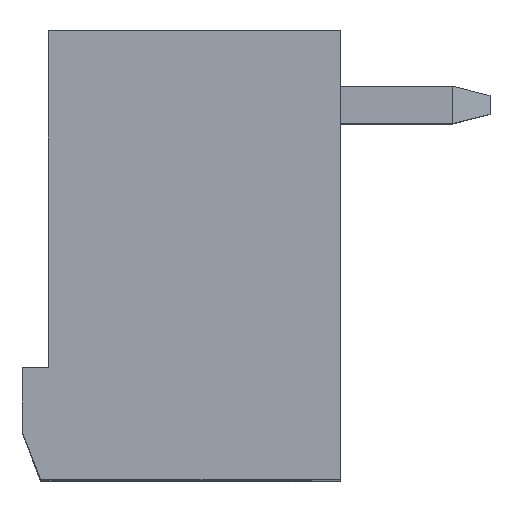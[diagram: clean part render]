
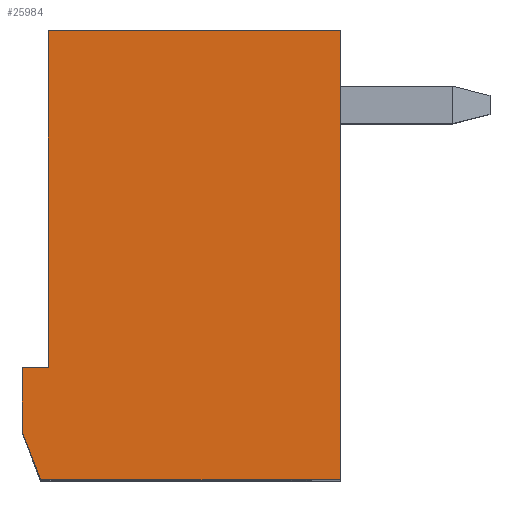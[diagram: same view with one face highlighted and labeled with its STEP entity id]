
A CAD part, top view. The second image highlights one B-rep face of the part: STEP entity #25984.
In plain terms, the highlighted planar face has unit normal (0, 0, 1).
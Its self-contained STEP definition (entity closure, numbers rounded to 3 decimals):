
#520=DIRECTION('',(1.,0.,0.));
#521=VECTOR('',#520,8.);
#522=CARTESIAN_POINT('',(-4.1,0.,15.24));
#523=LINE('',#522,#521);
#10099=DIRECTION('',(0.,-1.,0.));
#10100=VECTOR('',#10099,1.7);
#10101=CARTESIAN_POINT('',(-4.6,3.,15.24));
#10102=LINE('',#10101,#10100);
#10115=DIRECTION('',(-1.,0.,0.));
#10116=VECTOR('',#10115,0.7);
#10117=CARTESIAN_POINT('',(-3.9,3.,15.24));
#10118=LINE('',#10117,#10116);
#10127=DIRECTION('',(0.,-1.,0.));
#10128=VECTOR('',#10127,9.);
#10129=CARTESIAN_POINT('',(-3.9,12.,15.24));
#10130=LINE('',#10129,#10128);
#10187=DIRECTION('',(-1.,0.,0.));
#10188=VECTOR('',#10187,7.8);
#10189=CARTESIAN_POINT('',(3.9,12.,15.24));
#10190=LINE('',#10189,#10188);
#10423=DIRECTION('',(0.,1.,0.));
#10424=VECTOR('',#10423,12.);
#10425=CARTESIAN_POINT('',(3.9,0.,15.24));
#10426=LINE('',#10425,#10424);
#10663=DIRECTION('',(-0.359,0.933,0.));
#10664=VECTOR('',#10663,1.393);
#10665=CARTESIAN_POINT('',(-4.1,0.,15.24));
#10666=LINE('',#10665,#10664);
#13368=CARTESIAN_POINT('',(-4.1,0.,15.24));
#13369=CARTESIAN_POINT('',(3.9,0.,15.24));
#13370=VERTEX_POINT('',#13368);
#13371=VERTEX_POINT('',#13369);
#13372=CARTESIAN_POINT('',(-4.6,1.3,15.24));
#13373=VERTEX_POINT('',#13372);
#13374=CARTESIAN_POINT('',(3.9,12.,15.24));
#13375=CARTESIAN_POINT('',(-3.9,12.,15.24));
#13376=VERTEX_POINT('',#13374);
#13377=VERTEX_POINT('',#13375);
#13378=CARTESIAN_POINT('',(-4.6,3.,15.24));
#13379=VERTEX_POINT('',#13378);
#13380=CARTESIAN_POINT('',(-3.9,3.,15.24));
#13381=VERTEX_POINT('',#13380);
#25969=CARTESIAN_POINT('',(0.,0.,15.24));
#25970=DIRECTION('',(0.,0.,-1.));
#25971=DIRECTION('',(-1.,0.,0.));
#25972=AXIS2_PLACEMENT_3D('',#25969,#25970,#25971);
#25973=PLANE('',#25972);
#25974=ORIENTED_EDGE('',*,*,#13971,.F.);
#25976=ORIENTED_EDGE('',*,*,#25975,.T.);
#25977=ORIENTED_EDGE('',*,*,#25108,.F.);
#25978=ORIENTED_EDGE('',*,*,#25131,.F.);
#25979=ORIENTED_EDGE('',*,*,#25146,.F.);
#25980=ORIENTED_EDGE('',*,*,#25161,.F.);
#25981=ORIENTED_EDGE('',*,*,#25491,.F.);
#25982=EDGE_LOOP('',(#25974,#25976,#25977,#25978,#25979,#25980,#25981));
#25983=FACE_OUTER_BOUND('',#25982,.F.);
#25984=ADVANCED_FACE('',(#25983),#25973,.F.);
#13971=EDGE_CURVE('',#13370,#13371,#523,.T.);
#25108=EDGE_CURVE('',#13379,#13373,#10102,.T.);
#25131=EDGE_CURVE('',#13381,#13379,#10118,.T.);
#25146=EDGE_CURVE('',#13377,#13381,#10130,.T.);
#25161=EDGE_CURVE('',#13376,#13377,#10190,.T.);
#25491=EDGE_CURVE('',#13371,#13376,#10426,.T.);
#25975=EDGE_CURVE('',#13370,#13373,#10666,.T.);
